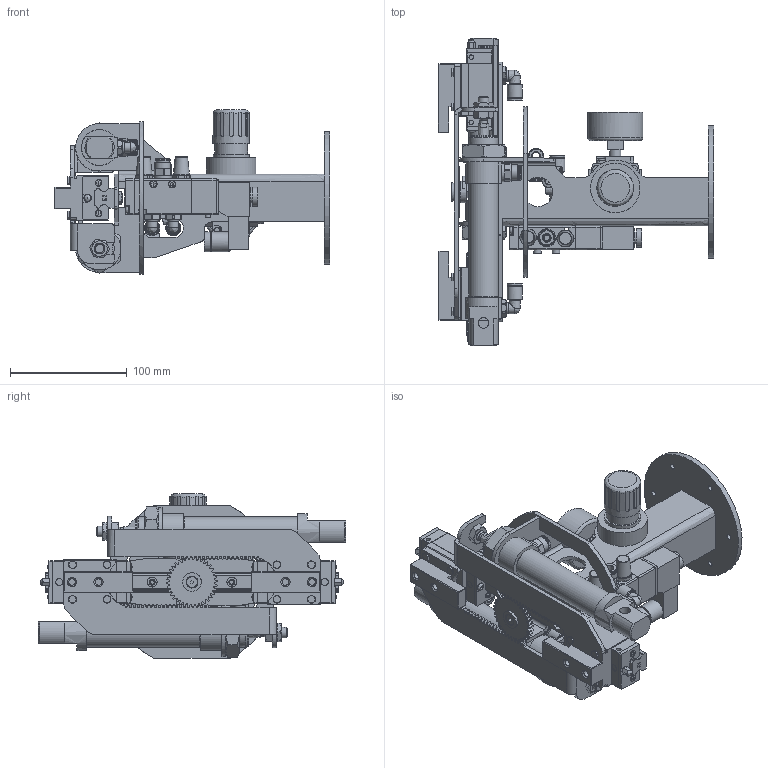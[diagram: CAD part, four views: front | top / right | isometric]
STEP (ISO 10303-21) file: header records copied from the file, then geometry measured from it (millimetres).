
FILE_DESCRIPTION(('FreeCAD Model'),'2;1');
FILE_NAME('Open CASCADE Shape Model','2025-05-02T21:28:55',('FreeCAD'),( 'FreeCAD'),'Open CASCADE STEP processor 7.6','FreeCAD','Unknown');
FILE_SCHEMA(('AUTOMOTIVE_DESIGN { 1 0 10303 214 1 1 1 1 }'));
Products named in the file (1): Open CASCADE STEP translator 7.6 1
Bounding box: 236.06 x 263.43 x 140.84 mm (x, y, z)
Volume: 876685.2 mm3; surface area: 287368.2 mm2
Topology: 10 solids, 35 shells, 2754 faces, 7256 edges, 4751 vertices
Faces by surface type: bspline 2754
Entity records: 123731 total; most frequent: CARTESIAN_POINT 82174, ORIENTED_EDGE 14468, EDGE_CURVE 7234, VERTEX_POINT 4751, B_SPLINE_CURVE_WITH_KNOTS 4459, FACE_BOUND 3081, EDGE_LOOP 3081, ADVANCED_FACE 2754
